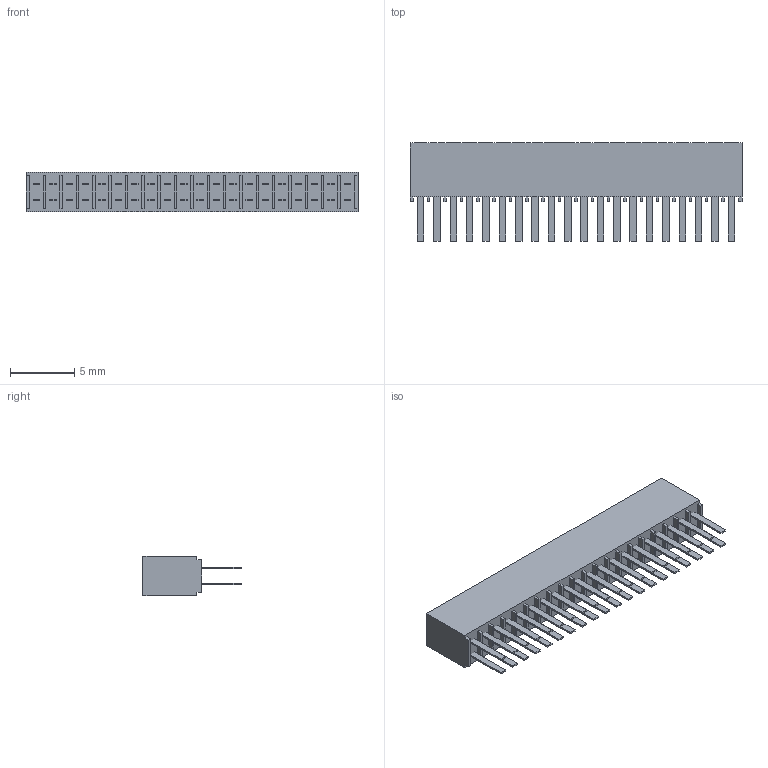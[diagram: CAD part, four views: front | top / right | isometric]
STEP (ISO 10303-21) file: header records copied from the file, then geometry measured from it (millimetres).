
FILE_DESCRIPTION(/* description */ ('STEP AP214'),/* implementation_level */ '2;1');
FILE_NAME(/* name */ 'SFMC-120-01-S-D',/* time_stamp */ '2024-11-26T14:09:23+01:00',/* author */ ('License CC BY-ND 4.0'),/* organization */ ('CADENAS'),/* preprocessor_version */ 'ST-DEVELOPER v19.3',/* originating_system */ 'PARTsolutions',/* authorisation */ ' ');
FILE_SCHEMA (('AUTOMOTIVE_DESIGN {1 0 10303 214 3 1 1}'));
Length unit declared in the file: inch
Products named in the file (3): SFMC-120-01-S-D; SFMC-120-01_socket; C-20-01_spins
Assembly tree (2 placements, depth 2):
  SFMC-120-01-S-D
    SFMC-120-01_socket
    C-20-01_spins
Bounding box: 25.78 x 7.62 x 3.05 mm (x, y, z)
Volume: 311.5 mm3; surface area: 985 mm2
Topology: 2 solids, 2 shells, 671 faces, 1556 edges, 984 vertices
Faces by surface type: plane 671
Entity records: 18508 total; most frequent: CARTESIAN_POINT 3214, ORIENTED_EDGE 3112, DIRECTION 2904, EDGE_CURVE 1556, LINE 1556, VECTOR 1556, VERTEX_POINT 984, EDGE_LOOP 766
